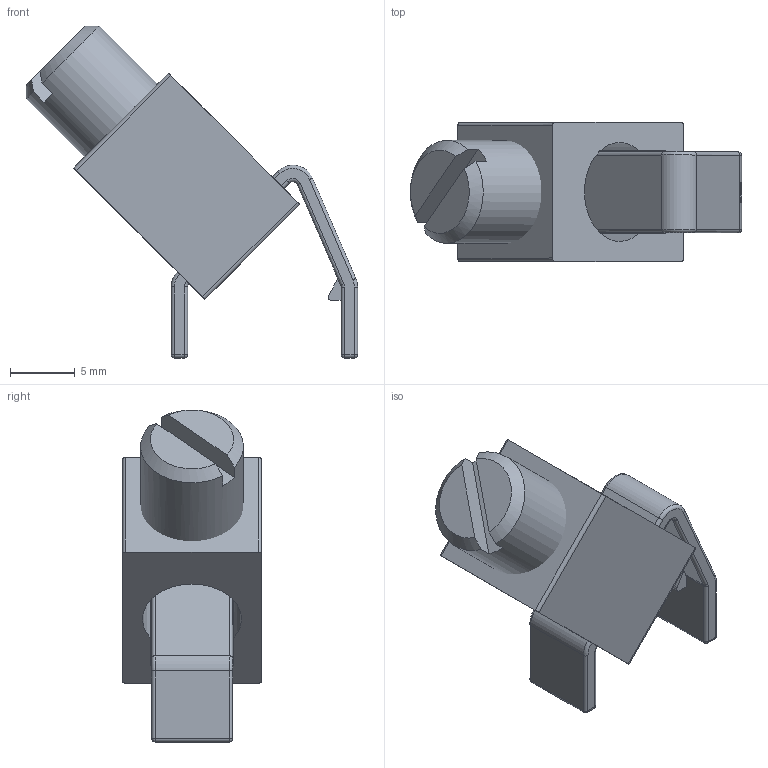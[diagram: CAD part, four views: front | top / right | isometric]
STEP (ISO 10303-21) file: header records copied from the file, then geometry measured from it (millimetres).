
FILE_DESCRIPTION(/* description */ (''),/* implementation_level */ '2;1');
FILE_NAME(/* name */ 'B2A-PCB-45-175-SS.stp',/* time_stamp */ '2015-12-08T13:23:44-05:00',/* author */ ('tsmith'),/* organization */ (''),/* preprocessor_version */ 'ST-DEVELOPER v15.6',/* originating_system */ 'Autodesk Inventor 2015',/* authorisation */ '');
FILE_SCHEMA (('AUTOMOTIVE_DESIGN { 1 0 10303 214 3 1 1 }'));
Length unit declared in the file: inch
Products named in the file (4): B2A; 12786; 14257-45-175; B2A-PCB-45-175-SS
Assembly tree (3 placements, depth 2):
  B2A-PCB-45-175-SS
    B2A
    12786
    14257-45-175
Bounding box: 25.48 x 10.69 x 25.54 mm (x, y, z)
Volume: 1666.7 mm3; surface area: 1919.7 mm2
Topology: 3 solids, 3 shells, 108 faces, 265 edges, 155 vertices
Faces by surface type: cylinder 43, plane 37, torus 12, sphere 9, cone 7
Full cylindrical faces by diameter (mm): 6.782 x1, 7.925 x1
Entity records: 3215 total; most frequent: CARTESIAN_POINT 619, DIRECTION 570, ORIENTED_EDGE 494, EDGE_CURVE 247, AXIS2_PLACEMENT_3D 221, VERTEX_POINT 151, LINE 128, VECTOR 128
